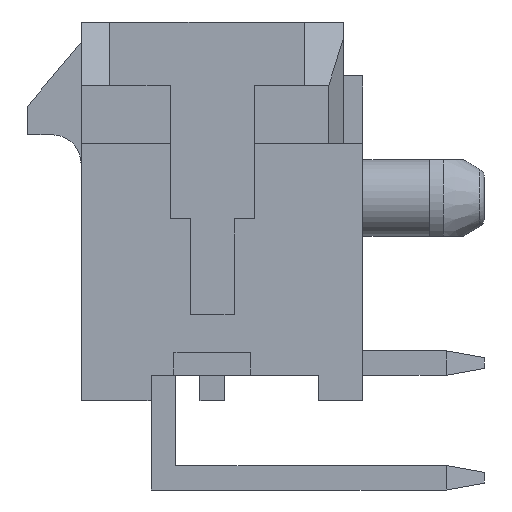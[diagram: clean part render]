
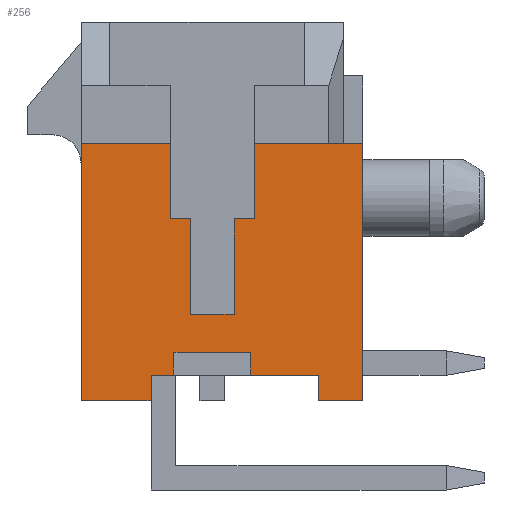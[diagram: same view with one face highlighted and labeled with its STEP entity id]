
A CAD part, left-side view. The second image highlights one B-rep face of the part: STEP entity #256.
In plain terms, the highlighted planar face has unit normal (-1, 0, 0).
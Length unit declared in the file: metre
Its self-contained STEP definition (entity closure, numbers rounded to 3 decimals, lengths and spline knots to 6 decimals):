
#256 = ADVANCED_FACE( '', ( #738 ), #739, .T. );
#738 = FACE_OUTER_BOUND( '', #1273, .T. );
#739 = PLANE( '', #1274 );
#1273 = EDGE_LOOP( '', ( #3099, #3100, #3101, #3102, #3103, #3104, #3105, #3106, #3107, #3108, #3109, #3110, #3111, #3112, #3113, #3114, #3115, #3116, #3117, #3118 ) );
#1274 = AXIS2_PLACEMENT_3D( '', #3119, #3120, #3121 );
#3099 = ORIENTED_EDGE( '', *, *, #4191, .F. );
#3100 = ORIENTED_EDGE( '', *, *, #3763, .T. );
#3101 = ORIENTED_EDGE( '', *, *, #4034, .T. );
#3102 = ORIENTED_EDGE( '', *, *, #4192, .F. );
#3103 = ORIENTED_EDGE( '', *, *, #3542, .T. );
#3104 = ORIENTED_EDGE( '', *, *, #3688, .T. );
#3105 = ORIENTED_EDGE( '', *, *, #3748, .T. );
#3106 = ORIENTED_EDGE( '', *, *, #4078, .T. );
#3107 = ORIENTED_EDGE( '', *, *, #4190, .T. );
#3108 = ORIENTED_EDGE( '', *, *, #3559, .T. );
#3109 = ORIENTED_EDGE( '', *, *, #3572, .F. );
#3110 = ORIENTED_EDGE( '', *, *, #4180, .F. );
#3111 = ORIENTED_EDGE( '', *, *, #4193, .F. );
#3112 = ORIENTED_EDGE( '', *, *, #3755, .T. );
#3113 = ORIENTED_EDGE( '', *, *, #4194, .T. );
#3114 = ORIENTED_EDGE( '', *, *, #3997, .F. );
#3115 = ORIENTED_EDGE( '', *, *, #4108, .T. );
#3116 = ORIENTED_EDGE( '', *, *, #4195, .T. );
#3117 = ORIENTED_EDGE( '', *, *, #4119, .T. );
#3118 = ORIENTED_EDGE( '', *, *, #3994, .F. );
#3119 = CARTESIAN_POINT( '', ( -0.005075, 0.00343, -0.004955 ) );
#3120 = DIRECTION( '', ( -1., 0., 0. ) );
#3121 = DIRECTION( '', ( 0., 0., 1. ) );
#3542 = EDGE_CURVE( '', #4231, #4229, #4232, .T. );
#3559 = EDGE_CURVE( '', #4265, #4263, #4266, .T. );
#3572 = EDGE_CURVE( '', #4286, #4263, #4289, .T. );
#3688 = EDGE_CURVE( '', #4229, #4509, #4511, .T. );
#3748 = EDGE_CURVE( '', #4509, #4622, #4623, .T. );
#3755 = EDGE_CURVE( '', #4635, #4633, #4636, .T. );
#3763 = EDGE_CURVE( '', #4651, #4649, #4652, .T. );
#3994 = EDGE_CURVE( '', #5034, #5036, #5037, .T. );
#3997 = EDGE_CURVE( '', #5039, #5041, #5042, .T. );
#4034 = EDGE_CURVE( '', #4649, #5099, #5101, .T. );
#4078 = EDGE_CURVE( '', #4622, #5160, #5162, .T. );
#4108 = EDGE_CURVE( '', #5039, #5200, #5202, .T. );
#4119 = EDGE_CURVE( '', #5217, #5036, #5218, .T. );
#4180 = EDGE_CURVE( '', #5289, #4286, #5291, .T. );
#4190 = EDGE_CURVE( '', #5160, #4265, #5303, .T. );
#4191 = EDGE_CURVE( '', #4651, #5034, #5304, .T. );
#4192 = EDGE_CURVE( '', #4231, #5099, #5305, .T. );
#4193 = EDGE_CURVE( '', #4635, #5289, #5306, .T. );
#4194 = EDGE_CURVE( '', #4633, #5041, #5307, .T. );
#4195 = EDGE_CURVE( '', #5200, #5217, #5308, .T. );
#4229 = VERTEX_POINT( '', #5349 );
#4231 = VERTEX_POINT( '', #5352 );
#4232 = LINE( '', #5353, #5354 );
#4263 = VERTEX_POINT( '', #5400 );
#4265 = VERTEX_POINT( '', #5403 );
#4266 = LINE( '', #5404, #5405 );
#4286 = VERTEX_POINT( '', #5436 );
#4289 = LINE( '', #5440, #5441 );
#4509 = VERTEX_POINT( '', #5781 );
#4511 = LINE( '', #5784, #5785 );
#4622 = VERTEX_POINT( '', #5955 );
#4623 = LINE( '', #5956, #5957 );
#4633 = VERTEX_POINT( '', #5972 );
#4635 = VERTEX_POINT( '', #5975 );
#4636 = LINE( '', #5976, #5977 );
#4649 = VERTEX_POINT( '', #5996 );
#4651 = VERTEX_POINT( '', #5999 );
#4652 = LINE( '', #6000, #6001 );
#5034 = VERTEX_POINT( '', #6612 );
#5036 = VERTEX_POINT( '', #6615 );
#5037 = LINE( '', #6616, #6617 );
#5039 = VERTEX_POINT( '', #6620 );
#5041 = VERTEX_POINT( '', #6623 );
#5042 = LINE( '', #6624, #6625 );
#5099 = VERTEX_POINT( '', #6717 );
#5101 = LINE( '', #6720, #6721 );
#5160 = VERTEX_POINT( '', #6820 );
#5162 = LINE( '', #6823, #6824 );
#5200 = VERTEX_POINT( '', #6887 );
#5202 = LINE( '', #6890, #6891 );
#5217 = VERTEX_POINT( '', #6932 );
#5218 = LINE( '', #6933, #6934 );
#5289 = VERTEX_POINT( '', #7064 );
#5291 = LINE( '', #7067, #7068 );
#5303 = LINE( '', #7089, #7090 );
#5304 = LINE( '', #7091, #7092 );
#5305 = LINE( '', #7093, #7094 );
#5306 = LINE( '', #7095, #7096 );
#5307 = LINE( '', #7097, #7098 );
#5308 = LINE( '', #7099, #7100 );
#5349 = CARTESIAN_POINT( '', ( -0.005075, -0.0011, -0.000195 ) );
#5352 = CARTESIAN_POINT( '', ( -0.005075, -0.0011, 0.001785 ) );
#5353 = CARTESIAN_POINT( '', ( -0.005075, -0.0011, 0.001785 ) );
#5354 = VECTOR( '', #7163, 1. );
#5400 = CARTESIAN_POINT( '', ( -0.005075, 0.0011, -0.000195 ) );
#5403 = CARTESIAN_POINT( '', ( -0.005075, 0.000575, -0.000195 ) );
#5404 = CARTESIAN_POINT( '', ( -0.005075, 0.000575, -0.000195 ) );
#5405 = VECTOR( '', #7179, 1. );
#5436 = CARTESIAN_POINT( '', ( -0.005075, 0.0011, 0.001785 ) );
#5440 = CARTESIAN_POINT( '', ( -0.005075, 0.0011, 0.001785 ) );
#5441 = VECTOR( '', #7189, 1. );
#5781 = CARTESIAN_POINT( '', ( -0.005075, -0.000575, -0.000195 ) );
#5784 = CARTESIAN_POINT( '', ( -0.005075, -0.0011, -0.000195 ) );
#5785 = VECTOR( '', #7310, 1. );
#5955 = CARTESIAN_POINT( '', ( -0.005075, -0.000575, -0.002695 ) );
#5956 = CARTESIAN_POINT( '', ( -0.005075, -0.000575, -0.000195 ) );
#5957 = VECTOR( '', #7369, 1. );
#5972 = CARTESIAN_POINT( '', ( -0.005075, 0.0016, -0.004955 ) );
#5975 = CARTESIAN_POINT( '', ( -0.005075, 0.00343, -0.004955 ) );
#5976 = CARTESIAN_POINT( '', ( -0.005075, 0.00343, -0.004955 ) );
#5977 = VECTOR( '', #7376, 1. );
#5996 = CARTESIAN_POINT( '', ( -0.005075, -0.00394, -0.004955 ) );
#5999 = CARTESIAN_POINT( '', ( -0.005075, -0.00278, -0.004955 ) );
#6000 = CARTESIAN_POINT( '', ( -0.005075, -0.00278, -0.004955 ) );
#6001 = VECTOR( '', #7384, 1. );
#6612 = CARTESIAN_POINT( '', ( -0.005075, -0.00278, -0.004285 ) );
#6615 = CARTESIAN_POINT( '', ( -0.005075, -0.001, -0.004285 ) );
#6616 = CARTESIAN_POINT( '', ( -0.005075, -0.00278, -0.004285 ) );
#6617 = VECTOR( '', #7630, 1. );
#6620 = CARTESIAN_POINT( '', ( -0.005075, 0.001, -0.004285 ) );
#6623 = CARTESIAN_POINT( '', ( -0.005075, 0.0016, -0.004285 ) );
#6624 = CARTESIAN_POINT( '', ( -0.005075, 0.001, -0.004285 ) );
#6625 = VECTOR( '', #7633, 1. );
#6717 = CARTESIAN_POINT( '', ( -0.005075, -0.00394, 0.001785 ) );
#6720 = CARTESIAN_POINT( '', ( -0.005075, -0.00394, -0.004955 ) );
#6721 = VECTOR( '', #7670, 1. );
#6820 = CARTESIAN_POINT( '', ( -0.005075, 0.000575, -0.002695 ) );
#6823 = CARTESIAN_POINT( '', ( -0.005075, -0.000575, -0.002695 ) );
#6824 = VECTOR( '', #7718, 1. );
#6887 = CARTESIAN_POINT( '', ( -0.005075, 0.001, -0.003685 ) );
#6890 = CARTESIAN_POINT( '', ( -0.005075, 0.001, -0.004285 ) );
#6891 = VECTOR( '', #7754, 1. );
#6932 = CARTESIAN_POINT( '', ( -0.005075, -0.001, -0.003685 ) );
#6933 = CARTESIAN_POINT( '', ( -0.005075, -0.001, -0.003685 ) );
#6934 = VECTOR( '', #7767, 1. );
#7064 = CARTESIAN_POINT( '', ( -0.005075, 0.00343, 0.001785 ) );
#7067 = CARTESIAN_POINT( '', ( -0.005075, 0.00343, 0.001785 ) );
#7068 = VECTOR( '', #7828, 1. );
#7089 = CARTESIAN_POINT( '', ( -0.005075, 0.000575, -0.002695 ) );
#7090 = VECTOR( '', #7838, 1. );
#7091 = CARTESIAN_POINT( '', ( -0.005075, -0.00278, -0.004955 ) );
#7092 = VECTOR( '', #7839, 1. );
#7093 = CARTESIAN_POINT( '', ( -0.005075, -0.0011, 0.001785 ) );
#7094 = VECTOR( '', #7840, 1. );
#7095 = CARTESIAN_POINT( '', ( -0.005075, 0.00343, -0.004955 ) );
#7096 = VECTOR( '', #7841, 1. );
#7097 = CARTESIAN_POINT( '', ( -0.005075, 0.0016, -0.004955 ) );
#7098 = VECTOR( '', #7842, 1. );
#7099 = CARTESIAN_POINT( '', ( -0.005075, 0.001, -0.003685 ) );
#7100 = VECTOR( '', #7843, 1. );
#7163 = DIRECTION( '', ( 0., 0., -1. ) );
#7179 = DIRECTION( '', ( 0., 1., 0. ) );
#7189 = DIRECTION( '', ( 0., 0., -1. ) );
#7310 = DIRECTION( '', ( 0., 1., 0. ) );
#7369 = DIRECTION( '', ( 0., 0., -1. ) );
#7376 = DIRECTION( '', ( 0., -1., 0. ) );
#7384 = DIRECTION( '', ( 0., -1., 0. ) );
#7630 = DIRECTION( '', ( 0., 1., 0. ) );
#7633 = DIRECTION( '', ( 0., 1., 0. ) );
#7670 = DIRECTION( '', ( 0., 0., 1. ) );
#7718 = DIRECTION( '', ( 0., 1., 0. ) );
#7754 = DIRECTION( '', ( 0., 0., 1. ) );
#7767 = DIRECTION( '', ( 0., 0., -1. ) );
#7828 = DIRECTION( '', ( 0., -1., 0. ) );
#7838 = DIRECTION( '', ( 0., 0., 1. ) );
#7839 = DIRECTION( '', ( 0., 0., 1. ) );
#7840 = DIRECTION( '', ( 0., -1., 0. ) );
#7841 = DIRECTION( '', ( 0., 0., 1. ) );
#7842 = DIRECTION( '', ( 0., 0., 1. ) );
#7843 = DIRECTION( '', ( 0., -1., 0. ) );
